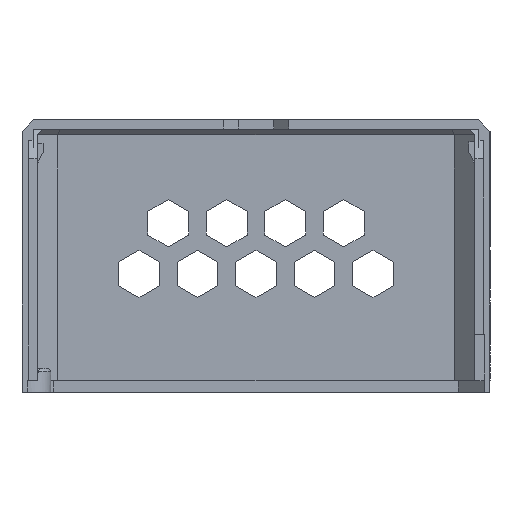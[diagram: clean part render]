
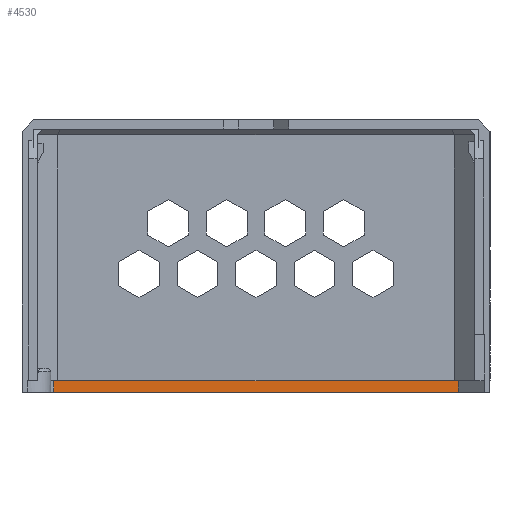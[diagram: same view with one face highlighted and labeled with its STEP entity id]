
A CAD part, left-side view. The second image highlights one B-rep face of the part: STEP entity #4530.
In plain terms, the highlighted planar face has unit normal (-1, 0, 0).
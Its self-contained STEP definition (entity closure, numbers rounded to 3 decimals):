
#4530=ADVANCED_FACE('',(#23535),#23537,.T.);
#23535=FACE_BOUND('',#23536,.T.);
#23536=EDGE_LOOP('',(#39647,#39648,#39649,#39650));
#23537=PLANE('',#23538);
#23538=AXIS2_PLACEMENT_3D('',#23539,#23540,#23541);
#23539=CARTESIAN_POINT('',(202.25,5.414,-43.));
#23540=DIRECTION('',(-1.,0.,0.));
#23541=DIRECTION('',(0.,1.,0.));
#39647=ORIENTED_EDGE('',*,*,#48327,.T.);
#39648=ORIENTED_EDGE('',*,*,#50392,.T.);
#39649=ORIENTED_EDGE('',*,*,#47479,.F.);
#39650=ORIENTED_EDGE('',*,*,#50391,.F.);
#47479=EDGE_CURVE('',#53868,#53870,#53871,.T.);
#48327=EDGE_CURVE('',#55118,#55116,#55119,.T.);
#50391=EDGE_CURVE('',#55118,#53868,#59207,.T.);
#50392=EDGE_CURVE('',#55116,#53870,#59208,.T.);
#53868=VERTEX_POINT('',#64728);
#53870=VERTEX_POINT('',#64732);
#53871=LINE('',#64733,#64734);
#55116=VERTEX_POINT('',#67676);
#55118=VERTEX_POINT('',#67680);
#55119=LINE('',#67681,#67682);
#59207=LINE('',#75929,#75930);
#59208=LINE('',#75932,#75933);
#64728=CARTESIAN_POINT('',(202.25,5.414,-45.));
#64732=CARTESIAN_POINT('',(202.25,74.586,-45.));
#64733=CARTESIAN_POINT('',(202.25,5.414,-45.));
#64734=VECTOR('',#64735,1.);
#64735=DIRECTION('',(0.,1.,0.));
#67676=CARTESIAN_POINT('',(202.25,74.586,-43.));
#67680=CARTESIAN_POINT('',(202.25,5.414,-43.));
#67681=CARTESIAN_POINT('',(202.25,5.414,-43.));
#67682=VECTOR('',#67683,1.);
#67683=DIRECTION('',(0.,1.,0.));
#75929=CARTESIAN_POINT('',(202.25,5.414,-43.));
#75930=VECTOR('',#75931,1.);
#75931=DIRECTION('',(0.,0.,-1.));
#75932=CARTESIAN_POINT('',(202.25,74.586,-43.));
#75933=VECTOR('',#75934,1.);
#75934=DIRECTION('',(0.,0.,-1.));
